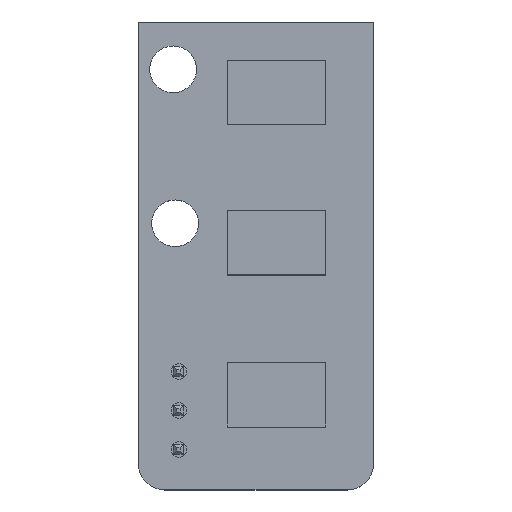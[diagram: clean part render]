
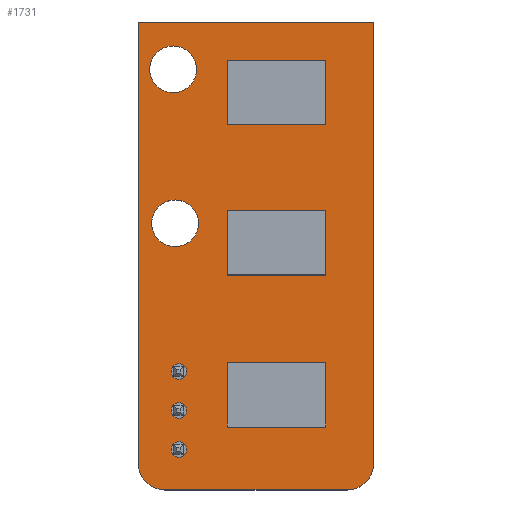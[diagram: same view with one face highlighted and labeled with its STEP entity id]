
A CAD part, top view. The second image highlights one B-rep face of the part: STEP entity #1731.
In plain terms, the highlighted planar face has unit normal (0, 0, 1).
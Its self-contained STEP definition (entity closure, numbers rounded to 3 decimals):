
#129=FACE_BOUND('',#343,.T.);
#130=FACE_BOUND('',#344,.T.);
#131=FACE_BOUND('',#345,.T.);
#132=FACE_BOUND('',#346,.T.);
#133=FACE_BOUND('',#347,.T.);
#150=PLANE('',#1880);
#246=FACE_OUTER_BOUND('',#342,.T.);
#342=EDGE_LOOP('',(#1304,#1305,#1306,#1307,#1308,#1309,#1310));
#343=EDGE_LOOP('',(#1311));
#344=EDGE_LOOP('',(#1312));
#345=EDGE_LOOP('',(#1313));
#346=EDGE_LOOP('',(#1314));
#347=EDGE_LOOP('',(#1315));
#449=LINE('',#2471,#663);
#452=LINE('',#2477,#666);
#456=LINE('',#2489,#670);
#459=LINE('',#2495,#673);
#463=LINE('',#2505,#677);
#663=VECTOR('',#2017,10.);
#666=VECTOR('',#2022,10.);
#670=VECTOR('',#2034,10.);
#673=VECTOR('',#2039,10.);
#677=VECTOR('',#2051,10.);
#870=CIRCLE('',#1855,1.524);
#873=CIRCLE('',#1859,0.508);
#875=CIRCLE('',#1862,0.508);
#877=CIRCLE('',#1865,0.508);
#878=CIRCLE('',#1867,1.524);
#881=CIRCLE('',#1873,1.751);
#883=CIRCLE('',#1878,1.75);
#884=VERTEX_POINT('',#2435);
#887=VERTEX_POINT('',#2443);
#889=VERTEX_POINT('',#2449);
#891=VERTEX_POINT('',#2455);
#892=VERTEX_POINT('',#2459);
#896=VERTEX_POINT('',#2468);
#897=VERTEX_POINT('',#2470);
#899=VERTEX_POINT('',#2476);
#901=VERTEX_POINT('',#2482);
#903=VERTEX_POINT('',#2488);
#905=VERTEX_POINT('',#2494);
#907=VERTEX_POINT('',#2500);
#1028=EDGE_CURVE('',#884,#884,#870,.T.);
#1033=EDGE_CURVE('',#887,#887,#873,.T.);
#1036=EDGE_CURVE('',#889,#889,#875,.T.);
#1039=EDGE_CURVE('',#891,#891,#877,.T.);
#1040=EDGE_CURVE('',#892,#892,#878,.T.);
#1045=EDGE_CURVE('',#897,#896,#449,.T.);
#1048=EDGE_CURVE('',#899,#897,#452,.T.);
#1051=EDGE_CURVE('',#901,#899,#881,.T.);
#1054=EDGE_CURVE('',#903,#901,#456,.T.);
#1057=EDGE_CURVE('',#905,#903,#459,.T.);
#1060=EDGE_CURVE('',#907,#905,#883,.T.);
#1063=EDGE_CURVE('',#896,#907,#463,.T.);
#1304=ORIENTED_EDGE('',*,*,#1063,.T.);
#1305=ORIENTED_EDGE('',*,*,#1060,.T.);
#1306=ORIENTED_EDGE('',*,*,#1057,.T.);
#1307=ORIENTED_EDGE('',*,*,#1054,.T.);
#1308=ORIENTED_EDGE('',*,*,#1051,.T.);
#1309=ORIENTED_EDGE('',*,*,#1048,.T.);
#1310=ORIENTED_EDGE('',*,*,#1045,.T.);
#1311=ORIENTED_EDGE('',*,*,#1028,.T.);
#1312=ORIENTED_EDGE('',*,*,#1033,.T.);
#1313=ORIENTED_EDGE('',*,*,#1036,.T.);
#1314=ORIENTED_EDGE('',*,*,#1039,.T.);
#1315=ORIENTED_EDGE('',*,*,#1040,.T.);
#1731=ADVANCED_FACE('',(#246,#129,#130,#131,#132,#133),#150,.T.);
#1855=AXIS2_PLACEMENT_3D('',#2436,#1980,#1981);
#1859=AXIS2_PLACEMENT_3D('',#2445,#1990,#1991);
#1862=AXIS2_PLACEMENT_3D('',#2451,#1997,#1998);
#1865=AXIS2_PLACEMENT_3D('',#2457,#2004,#2005);
#1867=AXIS2_PLACEMENT_3D('',#2460,#2008,#2009);
#1873=AXIS2_PLACEMENT_3D('',#2483,#2028,#2029);
#1878=AXIS2_PLACEMENT_3D('',#2501,#2045,#2046);
#1880=AXIS2_PLACEMENT_3D('',#2506,#2052,#2053);
#1980=DIRECTION('center_axis',(0.,0.,-1.));
#1981=DIRECTION('ref_axis',(1.,0.,0.));
#1990=DIRECTION('center_axis',(0.,0.,-1.));
#1991=DIRECTION('ref_axis',(1.,0.,0.));
#1997=DIRECTION('center_axis',(0.,0.,-1.));
#1998=DIRECTION('ref_axis',(1.,0.,0.));
#2004=DIRECTION('center_axis',(0.,0.,-1.));
#2005=DIRECTION('ref_axis',(1.,0.,0.));
#2008=DIRECTION('center_axis',(0.,0.,-1.));
#2009=DIRECTION('ref_axis',(1.,0.,0.));
#2017=DIRECTION('',(-1.,0.,0.));
#2022=DIRECTION('',(0.,1.,0.));
#2028=DIRECTION('center_axis',(0.,0.,1.));
#2029=DIRECTION('ref_axis',(0.087,-0.996,0.));
#2034=DIRECTION('',(0.999,0.039,0.));
#2039=DIRECTION('',(1.,0.,0.));
#2045=DIRECTION('center_axis',(0.,0.,1.));
#2046=DIRECTION('ref_axis',(-1.,0.,0.));
#2051=DIRECTION('',(0.,-1.,0.));
#2052=DIRECTION('center_axis',(0.,0.,1.));
#2053=DIRECTION('ref_axis',(1.,0.,0.));
#2435=CARTESIAN_POINT('',(240.03,-169.164,1.5));
#2436=CARTESIAN_POINT('Origin',(241.554,-169.164,1.5));
#2443=CARTESIAN_POINT('',(241.427,-191.389,1.5));
#2445=CARTESIAN_POINT('Origin',(241.935,-191.389,1.5));
#2449=CARTESIAN_POINT('',(241.427,-193.929,1.5));
#2451=CARTESIAN_POINT('Origin',(241.935,-193.929,1.5));
#2455=CARTESIAN_POINT('',(241.427,-188.849,1.5));
#2457=CARTESIAN_POINT('Origin',(241.935,-188.849,1.5));
#2459=CARTESIAN_POINT('',(240.157,-179.197,1.5));
#2460=CARTESIAN_POINT('Origin',(241.681,-179.197,1.5));
#2468=CARTESIAN_POINT('',(239.275,-166.079,1.5));
#2470=CARTESIAN_POINT('',(254.636,-166.079,1.5));
#2471=CARTESIAN_POINT('',(254.636,-166.079,1.5));
#2476=CARTESIAN_POINT('',(254.636,-194.823,1.5));
#2477=CARTESIAN_POINT('',(254.636,-194.823,1.5));
#2482=CARTESIAN_POINT('',(253.038,-196.567,1.5));
#2483=CARTESIAN_POINT('Origin',(252.885,-194.823,1.5));
#2488=CARTESIAN_POINT('',(252.886,-196.573,1.5));
#2489=CARTESIAN_POINT('',(252.886,-196.573,1.5));
#2494=CARTESIAN_POINT('',(241.025,-196.573,1.5));
#2495=CARTESIAN_POINT('',(241.025,-196.573,1.5));
#2500=CARTESIAN_POINT('',(239.275,-194.823,1.5));
#2501=CARTESIAN_POINT('Origin',(241.025,-194.823,1.5));
#2505=CARTESIAN_POINT('',(239.275,-166.079,1.5));
#2506=CARTESIAN_POINT('Origin',(246.956,-181.326,1.5));
